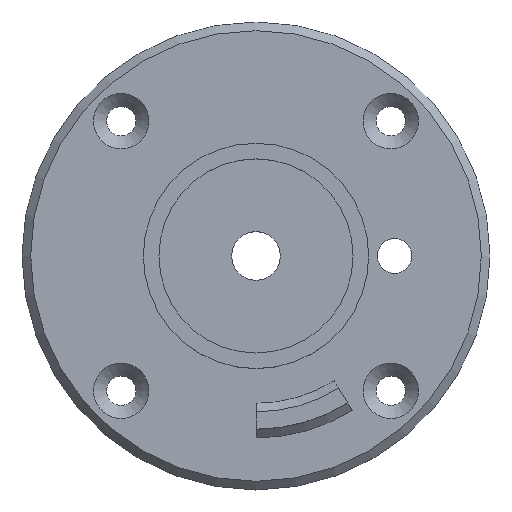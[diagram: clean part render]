
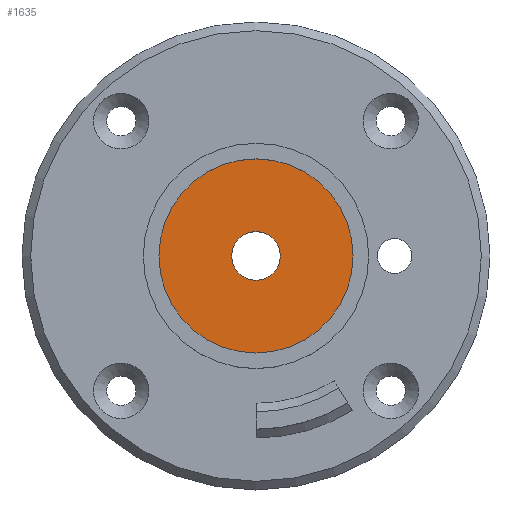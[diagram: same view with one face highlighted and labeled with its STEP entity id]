
A CAD part, top view. The second image highlights one B-rep face of the part: STEP entity #1635.
In plain terms, the highlighted planar face has unit normal (0, 0, 1).
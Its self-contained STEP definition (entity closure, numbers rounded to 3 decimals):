
#1320 = CYLINDRICAL_SURFACE('',#1321,2.8);
#1321 = AXIS2_PLACEMENT_3D('',#1322,#1323,#1324);
#1322 = CARTESIAN_POINT('',(0.,0.,2.));
#1323 = DIRECTION('',(0.,0.,1.));
#1324 = DIRECTION('',(1.,0.,0.));
#1411 = CYLINDRICAL_SURFACE('',#1412,11.2);
#1412 = AXIS2_PLACEMENT_3D('',#1413,#1414,#1415);
#1413 = CARTESIAN_POINT('',(0.,0.,2.));
#1414 = DIRECTION('',(-0.,-0.,-1.));
#1415 = DIRECTION('',(1.,0.,0.));
#1534 = EDGE_CURVE('',#1535,#1535,#1537,.T.);
#1535 = VERTEX_POINT('',#1536);
#1536 = CARTESIAN_POINT('',(2.8,0.,2.));
#1537 = SURFACE_CURVE('',#1538,(#1543,#1550),.PCURVE_S1.);
#1538 = CIRCLE('',#1539,2.8);
#1539 = AXIS2_PLACEMENT_3D('',#1540,#1541,#1542);
#1540 = CARTESIAN_POINT('',(0.,0.,2.));
#1541 = DIRECTION('',(0.,0.,1.));
#1542 = DIRECTION('',(1.,0.,0.));
#1543 = PCURVE('',#1320,#1544);
#1544 = DEFINITIONAL_REPRESENTATION('',(#1545),#1549);
#1545 = LINE('',#1546,#1547);
#1546 = CARTESIAN_POINT('',(0.,0.));
#1547 = VECTOR('',#1548,1.);
#1548 = DIRECTION('',(1.,0.));
#1549 = ( GEOMETRIC_REPRESENTATION_CONTEXT(2) 
PARAMETRIC_REPRESENTATION_CONTEXT() REPRESENTATION_CONTEXT('2D SPACE',''
  ) );
#1550 = PCURVE('',#1551,#1556);
#1551 = PLANE('',#1552);
#1552 = AXIS2_PLACEMENT_3D('',#1553,#1554,#1555);
#1553 = CARTESIAN_POINT('',(0.,0.,2.));
#1554 = DIRECTION('',(0.,0.,1.));
#1555 = DIRECTION('',(1.,0.,0.));
#1556 = DEFINITIONAL_REPRESENTATION('',(#1557),#1561);
#1557 = CIRCLE('',#1558,2.8);
#1558 = AXIS2_PLACEMENT_2D('',#1559,#1560);
#1559 = CARTESIAN_POINT('',(0.,0.));
#1560 = DIRECTION('',(1.,0.));
#1561 = ( GEOMETRIC_REPRESENTATION_CONTEXT(2) 
PARAMETRIC_REPRESENTATION_CONTEXT() REPRESENTATION_CONTEXT('2D SPACE',''
  ) );
#1589 = EDGE_CURVE('',#1590,#1590,#1592,.T.);
#1590 = VERTEX_POINT('',#1591);
#1591 = CARTESIAN_POINT('',(11.2,0.,2.));
#1592 = SURFACE_CURVE('',#1593,(#1598,#1605),.PCURVE_S1.);
#1593 = CIRCLE('',#1594,11.2);
#1594 = AXIS2_PLACEMENT_3D('',#1595,#1596,#1597);
#1595 = CARTESIAN_POINT('',(0.,0.,2.));
#1596 = DIRECTION('',(0.,0.,1.));
#1597 = DIRECTION('',(1.,0.,0.));
#1598 = PCURVE('',#1411,#1599);
#1599 = DEFINITIONAL_REPRESENTATION('',(#1600),#1604);
#1600 = LINE('',#1601,#1602);
#1601 = CARTESIAN_POINT('',(-0.,0.));
#1602 = VECTOR('',#1603,1.);
#1603 = DIRECTION('',(-1.,0.));
#1604 = ( GEOMETRIC_REPRESENTATION_CONTEXT(2) 
PARAMETRIC_REPRESENTATION_CONTEXT() REPRESENTATION_CONTEXT('2D SPACE',''
  ) );
#1605 = PCURVE('',#1551,#1606);
#1606 = DEFINITIONAL_REPRESENTATION('',(#1607),#1611);
#1607 = CIRCLE('',#1608,11.2);
#1608 = AXIS2_PLACEMENT_2D('',#1609,#1610);
#1609 = CARTESIAN_POINT('',(0.,0.));
#1610 = DIRECTION('',(1.,0.));
#1611 = ( GEOMETRIC_REPRESENTATION_CONTEXT(2) 
PARAMETRIC_REPRESENTATION_CONTEXT() REPRESENTATION_CONTEXT('2D SPACE',''
  ) );
#1635 = ADVANCED_FACE('',(#1636,#1639),#1551,.T.);
#1636 = FACE_BOUND('',#1637,.T.);
#1637 = EDGE_LOOP('',(#1638));
#1638 = ORIENTED_EDGE('',*,*,#1589,.T.);
#1639 = FACE_BOUND('',#1640,.T.);
#1640 = EDGE_LOOP('',(#1641));
#1641 = ORIENTED_EDGE('',*,*,#1534,.F.);
